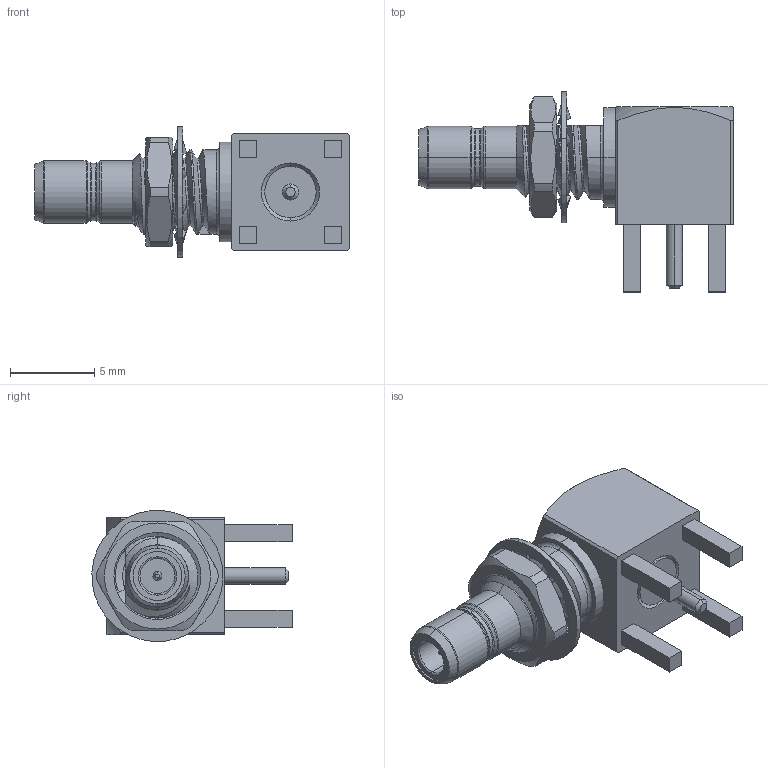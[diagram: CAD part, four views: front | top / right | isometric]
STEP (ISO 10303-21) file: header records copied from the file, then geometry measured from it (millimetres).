
FILE_DESCRIPTION (( 'STEP AP214' ), '1' );
FILE_NAME ('Âèëêà_ÑÐ-50-1-04-Â-Ó-076.STEP', '2018-12-04T08:43:44', ( 'User' ), ( '' ), 'SwSTEP 2.0', 'SolidWorks 2016', '' );
FILE_SCHEMA (( 'AUTOMOTIVE_DESIGN' ));
Length unit declared in the file: millimetre
Products named in the file (1): Âèëêà_ÑÐ-50-1-04-Â-Ó-076
Bounding box: 18.7 x 11.89 x 7.79 mm (x, y, z)
Volume: 545.5 mm3; surface area: 728.5 mm2
Topology: 3 solids, 3 shells, 204 faces, 510 edges, 323 vertices
Faces by surface type: cylinder 66, bspline 53, plane 45, cone 25, torus 15
Entity records: 13899 total; most frequent: CARTESIAN_POINT 7298, ORIENTED_EDGE 1020, DIRECTION 724, EDGE_CURVE 510, VERTEX_POINT 323, AXIS2_PLACEMENT_3D 283, EDGE_LOOP 219, UNCERTAINTY_MEASURE_WITH_UNIT 209
